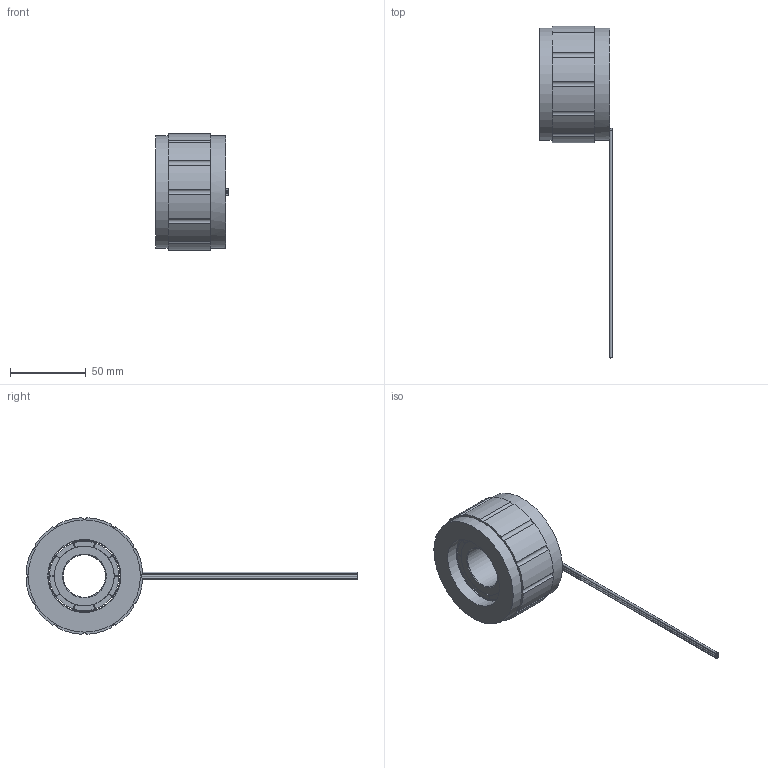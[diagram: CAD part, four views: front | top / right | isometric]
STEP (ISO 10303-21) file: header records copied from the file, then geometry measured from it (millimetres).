
FILE_DESCRIPTION(/* description */ (''),/* implementation_level */ '2;1');
FILE_NAME(/* name */ '4611170005860_STEP.stp',/* time_stamp */ '2024-06-25T14:57:31-07:00',/* author */ ('Harryle'),/* organization */ (''),/* preprocessor_version */ 'ST-DEVELOPER v19.2',/* originating_system */ 'Autodesk Inventor 2023',/* authorisation */ '');
FILE_SCHEMA (('AUTOMOTIVE_DESIGN { 1 0 10303 214 3 1 1 }'));
Length unit declared in the file: millimetre
Products named in the file (4): 77FL_ASM; PRT0004; PRT0006; PRT0007
Assembly tree (3 placements, depth 2):
  77FL_ASM
    PRT0004
    PRT0006
    PRT0007
Bounding box: 47.63 x 218.96 x 76.92 mm (x, y, z)
Volume: 158169.3 mm3; surface area: 44856.2 mm2
Topology: 12 solids, 12 shells, 164 faces, 391 edges, 251 vertices
Faces by surface type: cylinder 97, plane 65, cone 2
Full cylindrical faces by diameter (mm): 28 x1, 39.4 x1, 47.2 x1, 48.2 x2, 74 x2
Entity records: 5196 total; most frequent: DIRECTION 941, CARTESIAN_POINT 814, ORIENTED_EDGE 784, EDGE_CURVE 392, AXIS2_PLACEMENT_3D 378, VERTEX_POINT 251, CIRCLE 207, LINE 185
